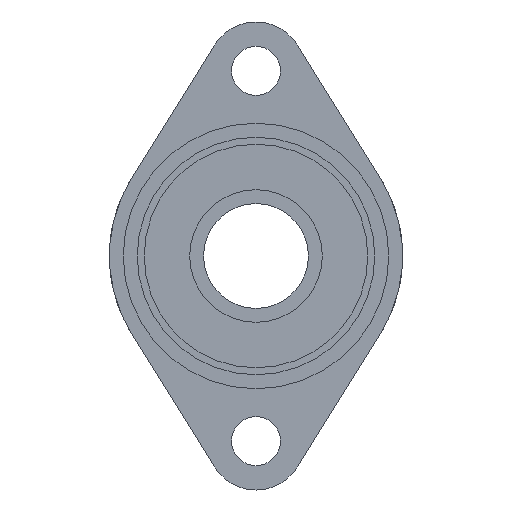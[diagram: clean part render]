
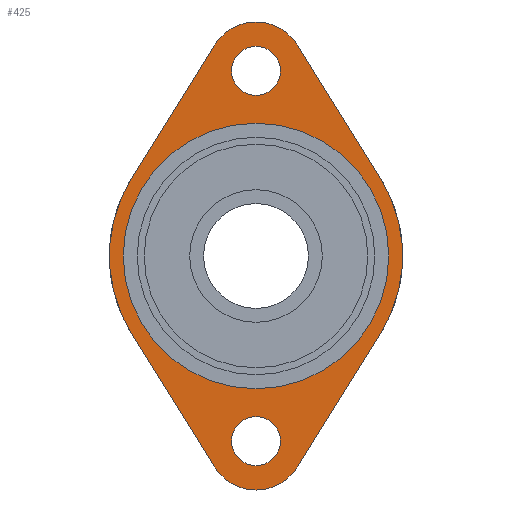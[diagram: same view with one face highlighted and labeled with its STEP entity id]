
A CAD part, front view. The second image highlights one B-rep face of the part: STEP entity #425.
In plain terms, the highlighted planar face has unit normal (0, -1, 0).
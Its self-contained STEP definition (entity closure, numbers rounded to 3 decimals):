
#37 = FACE_OUTER_BOUND ( 'NONE', #203, .T. ) ;
#38 = CARTESIAN_POINT ( 'NONE',  ( -5.943, 0., -30.198 ) ) ;
#40 = EDGE_CURVE ( 'NONE', #1040, #254, #1291, .T. ) ;
#73 = EDGE_LOOP ( 'NONE', ( #1238, #411 ) ) ;
#95 = VERTEX_POINT ( 'NONE', #266 ) ;
#100 = CARTESIAN_POINT ( 'NONE',  ( 0., 0., 0. ) ) ;
#105 = AXIS2_PLACEMENT_3D ( 'NONE', #1299, #1139, #507 ) ;
#106 = DIRECTION ( 'NONE',  ( 0., 1., 0. ) ) ;
#115 = CARTESIAN_POINT ( 'NONE',  ( -17.83, 0., -11.094 ) ) ;
#146 = CARTESIAN_POINT ( 'NONE',  ( 17.83, 0., 11.094 ) ) ;
#153 = CARTESIAN_POINT ( 'NONE',  ( 0., 0., 26.5 ) ) ;
#164 = CIRCLE ( 'NONE', #875, 19. ) ;
#166 = DIRECTION ( 'NONE',  ( 0., 0., 1. ) ) ;
#180 = VERTEX_POINT ( 'NONE', #1376 ) ;
#187 = VERTEX_POINT ( 'NONE', #1954 ) ;
#191 = AXIS2_PLACEMENT_3D ( 'NONE', #153, #1364, #626 ) ;
#203 = EDGE_LOOP ( 'NONE', ( #444, #1620, #1890, #1812, #1395, #687, #421, #1355, #1229 ) ) ;
#206 = EDGE_CURVE ( 'NONE', #328, #1071, #1109, .T. ) ;
#219 = VERTEX_POINT ( 'NONE', #1527 ) ;
#230 = VERTEX_POINT ( 'NONE', #455 ) ;
#237 = CIRCLE ( 'NONE', #696, 7. ) ;
#240 = EDGE_CURVE ( 'NONE', #230, #657, #794, .T. ) ;
#254 = VERTEX_POINT ( 'NONE', #38 ) ;
#260 = DIRECTION ( 'NONE',  ( 0., 0., 1. ) ) ;
#262 = CARTESIAN_POINT ( 'NONE',  ( 17.83, 0., 11.094 ) ) ;
#266 = CARTESIAN_POINT ( 'NONE',  ( 0., 0., 30. ) ) ;
#283 = DIRECTION ( 'NONE',  ( 0., 1., 0. ) ) ;
#309 = VECTOR ( 'NONE', #1791, 1000. ) ;
#328 = VERTEX_POINT ( 'NONE', #1117 ) ;
#359 = AXIS2_PLACEMENT_3D ( 'NONE', #1411, #652, #1274 ) ;
#362 = FACE_BOUND ( 'NONE', #73, .T. ) ;
#369 = AXIS2_PLACEMENT_3D ( 'NONE', #100, #1759, #260 ) ;
#397 = ORIENTED_EDGE ( 'NONE', *, *, #240, .T. ) ;
#399 = AXIS2_PLACEMENT_3D ( 'NONE', #1502, #1661, #759 ) ;
#408 = AXIS2_PLACEMENT_3D ( 'NONE', #1855, #964, #1125 ) ;
#411 = ORIENTED_EDGE ( 'NONE', *, *, #1394, .F. ) ;
#418 = ORIENTED_EDGE ( 'NONE', *, *, #1205, .T. ) ;
#421 = ORIENTED_EDGE ( 'NONE', *, *, #732, .F. ) ;
#425 = ADVANCED_FACE ( 'NONE', ( #37, #362, #1462, #1224 ), #1891, .F. ) ;
#444 = ORIENTED_EDGE ( 'NONE', *, *, #1235, .F. ) ;
#455 = CARTESIAN_POINT ( 'NONE',  ( 0., 0., -19. ) ) ;
#456 = EDGE_CURVE ( 'NONE', #180, #1928, #1921, .T. ) ;
#467 = VERTEX_POINT ( 'NONE', #1876 ) ;
#507 = DIRECTION ( 'NONE',  ( 0., 0., 1. ) ) ;
#543 = CARTESIAN_POINT ( 'NONE',  ( 0., 0., 19. ) ) ;
#544 = CARTESIAN_POINT ( 'NONE',  ( 0., 0., 26.5 ) ) ;
#592 = VECTOR ( 'NONE', #1363, 1000. ) ;
#618 = VECTOR ( 'NONE', #1254, 1000. ) ;
#620 = VECTOR ( 'NONE', #1047, 1000. ) ;
#626 = DIRECTION ( 'NONE',  ( 0., 0., 1. ) ) ;
#652 = DIRECTION ( 'NONE',  ( 0., -1., 0. ) ) ;
#657 = VERTEX_POINT ( 'NONE', #543 ) ;
#686 = EDGE_CURVE ( 'NONE', #1040, #1797, #1269, .T. ) ;
#687 = ORIENTED_EDGE ( 'NONE', *, *, #1810, .F. ) ;
#696 = AXIS2_PLACEMENT_3D ( 'NONE', #742, #1216, #1945 ) ;
#697 = DIRECTION ( 'NONE',  ( 0., -1., 0. ) ) ;
#714 = CARTESIAN_POINT ( 'NONE',  ( 5.943, 0., 30.198 ) ) ;
#732 = EDGE_CURVE ( 'NONE', #1612, #187, #1689, .T. ) ;
#742 = CARTESIAN_POINT ( 'NONE',  ( 0., 0., -26.5 ) ) ;
#759 = DIRECTION ( 'NONE',  ( 0., 0., 1. ) ) ;
#779 = ORIENTED_EDGE ( 'NONE', *, *, #1905, .T. ) ;
#794 = CIRCLE ( 'NONE', #408, 19. ) ;
#797 = CARTESIAN_POINT ( 'NONE',  ( 0., 0., -33.5 ) ) ;
#825 = CARTESIAN_POINT ( 'NONE',  ( 0., 0., -23. ) ) ;
#875 = AXIS2_PLACEMENT_3D ( 'NONE', #1087, #1228, #166 ) ;
#889 = DIRECTION ( 'NONE',  ( 0., 0., 1. ) ) ;
#899 = VERTEX_POINT ( 'NONE', #825 ) ;
#919 = AXIS2_PLACEMENT_3D ( 'NONE', #1599, #978, #1440 ) ;
#964 = DIRECTION ( 'NONE',  ( 0., 1., 0. ) ) ;
#977 = LINE ( 'NONE', #1550, #618 ) ;
#978 = DIRECTION ( 'NONE',  ( 0., 1., 0. ) ) ;
#995 = EDGE_LOOP ( 'NONE', ( #397, #779 ) ) ;
#1005 = CIRCLE ( 'NONE', #1803, 3.5 ) ;
#1014 = AXIS2_PLACEMENT_3D ( 'NONE', #1016, #106, #1171 ) ;
#1016 = CARTESIAN_POINT ( 'NONE',  ( 0., 0., 0. ) ) ;
#1040 = VERTEX_POINT ( 'NONE', #115 ) ;
#1047 = DIRECTION ( 'NONE',  ( -0.528, 0., 0.849 ) ) ;
#1056 = CIRCLE ( 'NONE', #359, 3.5 ) ;
#1071 = VERTEX_POINT ( 'NONE', #714 ) ;
#1087 = CARTESIAN_POINT ( 'NONE',  ( 0., 0., 0. ) ) ;
#1109 = CIRCLE ( 'NONE', #191, 7. ) ;
#1117 = CARTESIAN_POINT ( 'NONE',  ( -5.943, 0., 30.198 ) ) ;
#1125 = DIRECTION ( 'NONE',  ( 0., 0., 1. ) ) ;
#1130 = CIRCLE ( 'NONE', #1227, 3.5 ) ;
#1139 = DIRECTION ( 'NONE',  ( 0., 1., 0. ) ) ;
#1163 = EDGE_CURVE ( 'NONE', #1612, #1071, #1556, .T. ) ;
#1171 = DIRECTION ( 'NONE',  ( 0., 0., 1. ) ) ;
#1175 = EDGE_CURVE ( 'NONE', #467, #899, #1130, .T. ) ;
#1203 = CARTESIAN_POINT ( 'NONE',  ( -17.83, 0., 11.094 ) ) ;
#1205 = EDGE_CURVE ( 'NONE', #899, #467, #1319, .T. ) ;
#1211 = CARTESIAN_POINT ( 'NONE',  ( -17.83, 0., 11.094 ) ) ;
#1216 = DIRECTION ( 'NONE',  ( 0., 1., 0. ) ) ;
#1224 = FACE_BOUND ( 'NONE', #1329, .T. ) ;
#1227 = AXIS2_PLACEMENT_3D ( 'NONE', #1644, #283, #889 ) ;
#1228 = DIRECTION ( 'NONE',  ( 0., 1., 0. ) ) ;
#1229 = ORIENTED_EDGE ( 'NONE', *, *, #206, .F. ) ;
#1235 = EDGE_CURVE ( 'NONE', #1797, #328, #1506, .T. ) ;
#1238 = ORIENTED_EDGE ( 'NONE', *, *, #1520, .F. ) ;
#1254 = DIRECTION ( 'NONE',  ( -0.528, 0., -0.849 ) ) ;
#1269 = CIRCLE ( 'NONE', #369, 21. ) ;
#1274 = DIRECTION ( 'NONE',  ( 0., 0., 1. ) ) ;
#1291 = LINE ( 'NONE', #1943, #309 ) ;
#1299 = CARTESIAN_POINT ( 'NONE',  ( 0., 0., 0. ) ) ;
#1319 = CIRCLE ( 'NONE', #399, 3.5 ) ;
#1329 = EDGE_LOOP ( 'NONE', ( #1605, #418 ) ) ;
#1355 = ORIENTED_EDGE ( 'NONE', *, *, #1163, .T. ) ;
#1363 = DIRECTION ( 'NONE',  ( 0.528, 0., 0.849 ) ) ;
#1364 = DIRECTION ( 'NONE',  ( 0., 1., 0. ) ) ;
#1376 = CARTESIAN_POINT ( 'NONE',  ( 5.943, 0., -30.198 ) ) ;
#1394 = EDGE_CURVE ( 'NONE', #95, #219, #1056, .T. ) ;
#1395 = ORIENTED_EDGE ( 'NONE', *, *, #456, .F. ) ;
#1411 = CARTESIAN_POINT ( 'NONE',  ( 0., 0., 26.5 ) ) ;
#1440 = DIRECTION ( 'NONE',  ( 0., 0., 1. ) ) ;
#1462 = FACE_BOUND ( 'NONE', #995, .T. ) ;
#1502 = CARTESIAN_POINT ( 'NONE',  ( 0., 0., -26.5 ) ) ;
#1506 = LINE ( 'NONE', #1211, #592 ) ;
#1520 = EDGE_CURVE ( 'NONE', #219, #95, #1005, .T. ) ;
#1527 = CARTESIAN_POINT ( 'NONE',  ( 0., 0., 23. ) ) ;
#1550 = CARTESIAN_POINT ( 'NONE',  ( 17.83, 0., -11.094 ) ) ;
#1556 = LINE ( 'NONE', #146, #620 ) ;
#1591 = DIRECTION ( 'NONE',  ( 0., 0., 1. ) ) ;
#1599 = CARTESIAN_POINT ( 'NONE',  ( 0., 0., -26.5 ) ) ;
#1605 = ORIENTED_EDGE ( 'NONE', *, *, #1175, .T. ) ;
#1612 = VERTEX_POINT ( 'NONE', #262 ) ;
#1620 = ORIENTED_EDGE ( 'NONE', *, *, #686, .F. ) ;
#1644 = CARTESIAN_POINT ( 'NONE',  ( 0., 0., -26.5 ) ) ;
#1661 = DIRECTION ( 'NONE',  ( 0., 1., 0. ) ) ;
#1689 = CIRCLE ( 'NONE', #1014, 21. ) ;
#1697 = EDGE_CURVE ( 'NONE', #1928, #254, #237, .T. ) ;
#1759 = DIRECTION ( 'NONE',  ( 0., 1., 0. ) ) ;
#1791 = DIRECTION ( 'NONE',  ( 0.528, 0., -0.849 ) ) ;
#1797 = VERTEX_POINT ( 'NONE', #1203 ) ;
#1803 = AXIS2_PLACEMENT_3D ( 'NONE', #544, #697, #1591 ) ;
#1810 = EDGE_CURVE ( 'NONE', #187, #180, #977, .T. ) ;
#1812 = ORIENTED_EDGE ( 'NONE', *, *, #1697, .F. ) ;
#1855 = CARTESIAN_POINT ( 'NONE',  ( 0., 0., 0. ) ) ;
#1876 = CARTESIAN_POINT ( 'NONE',  ( 0., 0., -30. ) ) ;
#1890 = ORIENTED_EDGE ( 'NONE', *, *, #40, .T. ) ;
#1891 = PLANE ( 'NONE',  #105 ) ;
#1905 = EDGE_CURVE ( 'NONE', #657, #230, #164, .T. ) ;
#1921 = CIRCLE ( 'NONE', #919, 7. ) ;
#1928 = VERTEX_POINT ( 'NONE', #797 ) ;
#1943 = CARTESIAN_POINT ( 'NONE',  ( -17.83, 0., -11.094 ) ) ;
#1945 = DIRECTION ( 'NONE',  ( 0., 0., 1. ) ) ;
#1954 = CARTESIAN_POINT ( 'NONE',  ( 17.83, 0., -11.094 ) ) ;
